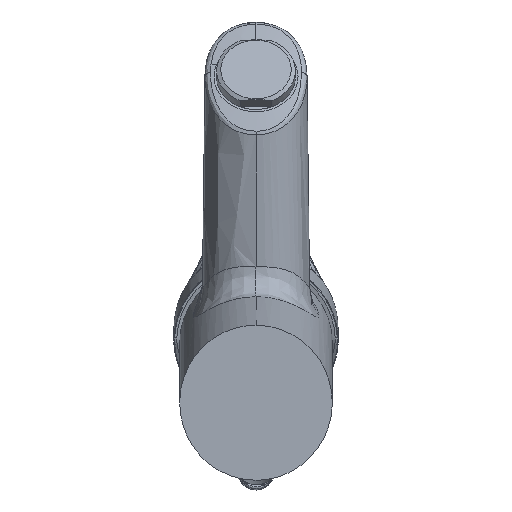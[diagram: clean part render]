
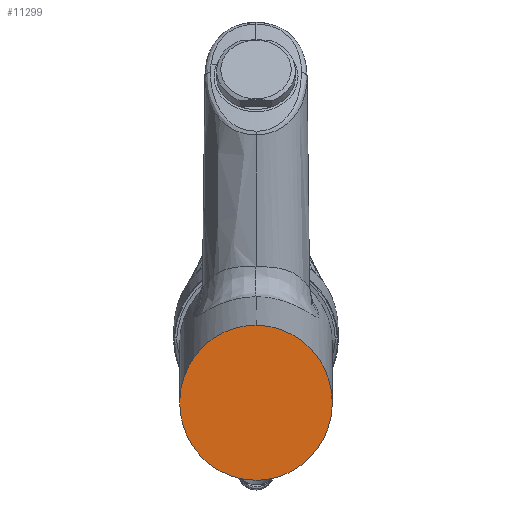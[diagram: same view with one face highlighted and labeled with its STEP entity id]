
A CAD part, front view. The second image highlights one B-rep face of the part: STEP entity #11299.
In plain terms, the highlighted planar face has unit normal (0, -1, 0).
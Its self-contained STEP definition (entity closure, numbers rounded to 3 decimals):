
#229 =( BOUNDED_CURVE ( )  B_SPLINE_CURVE ( 3, ( #7376, #6154, #14788, #3540 ),
 .UNSPECIFIED., .F., .T. ) 
 B_SPLINE_CURVE_WITH_KNOTS ( ( 4, 4 ),
 ( 0., 3.142 ),
 .UNSPECIFIED. ) 
 CURVE ( )  GEOMETRIC_REPRESENTATION_ITEM ( )  RATIONAL_B_SPLINE_CURVE ( ( 1., 0.333, 0.333, 1. ) ) 
 REPRESENTATION_ITEM ( '' )  );
#286 = VERTEX_POINT ( 'NONE', #3858 ) ;
#1042 = CARTESIAN_POINT ( 'NONE',  ( 46.5, 0., -23.609 ) ) ;
#1311 = DIRECTION ( 'NONE',  ( 0., 1., 0. ) ) ;
#3540 = CARTESIAN_POINT ( 'NONE',  ( 0., 0., 23.609 ) ) ;
#3858 = CARTESIAN_POINT ( 'NONE',  ( 0., 0., 23.609 ) ) ;
#4113 = EDGE_CURVE ( 'NONE', #11619, #286, #229, .T. ) ;
#4471 = CARTESIAN_POINT ( 'NONE',  ( 46.5, 0., 23.609 ) ) ;
#5065 = CARTESIAN_POINT ( 'NONE',  ( 28., 0., 23.609 ) ) ;
#5689 = CARTESIAN_POINT ( 'NONE',  ( 0., 0., 23.609 ) ) ;
#6106 = PLANE ( 'NONE',  #14642 ) ;
#6154 = CARTESIAN_POINT ( 'NONE',  ( -46.5, 0., -23.609 ) ) ;
#7301 = EDGE_CURVE ( 'NONE', #286, #11619, #14152, .T. ) ;
#7376 = CARTESIAN_POINT ( 'NONE',  ( 0., 0., -23.609 ) ) ;
#7625 = EDGE_LOOP ( 'NONE', ( #8123, #13575 ) ) ;
#8123 = ORIENTED_EDGE ( 'NONE', *, *, #4113, .F. ) ;
#8651 = CARTESIAN_POINT ( 'NONE',  ( 0., 0., -23.609 ) ) ;
#10026 = CARTESIAN_POINT ( 'NONE',  ( 0., 0., -23.609 ) ) ;
#11299 = ADVANCED_FACE ( 'NONE', ( #11329 ), #6106, .F. ) ;
#11329 = FACE_OUTER_BOUND ( 'NONE', #7625, .T. ) ;
#11619 = VERTEX_POINT ( 'NONE', #8651 ) ;
#13575 = ORIENTED_EDGE ( 'NONE', *, *, #7301, .F. ) ;
#14152 =( BOUNDED_CURVE ( )  B_SPLINE_CURVE ( 3, ( #5689, #4471, #1042, #10026 ),
 .UNSPECIFIED., .F., .F. ) 
 B_SPLINE_CURVE_WITH_KNOTS ( ( 4, 4 ),
 ( 3.142, 6.283 ),
 .UNSPECIFIED. ) 
 CURVE ( )  GEOMETRIC_REPRESENTATION_ITEM ( )  RATIONAL_B_SPLINE_CURVE ( ( 1., 0.333, 0.333, 1. ) ) 
 REPRESENTATION_ITEM ( '' )  );
#14642 = AXIS2_PLACEMENT_3D ( 'NONE', #5065, #1311, #15354 ) ;
#14788 = CARTESIAN_POINT ( 'NONE',  ( -46.5, 0., 23.609 ) ) ;
#15354 = DIRECTION ( 'NONE',  ( 0., 0., 1. ) ) ;
